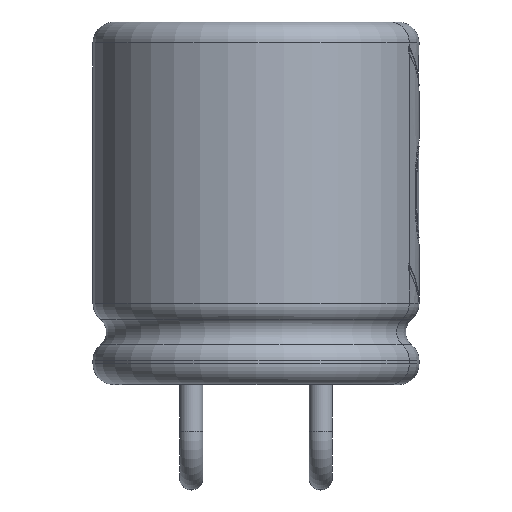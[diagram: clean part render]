
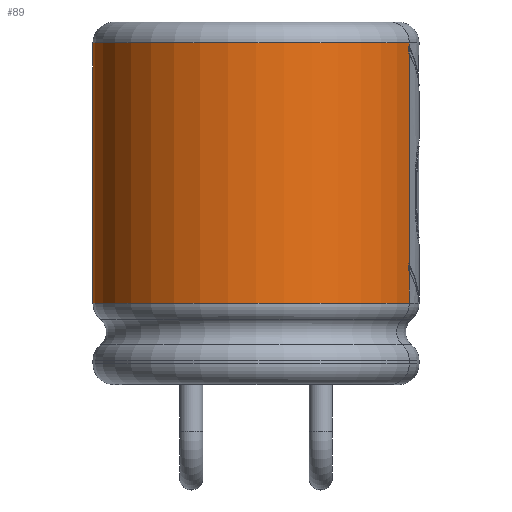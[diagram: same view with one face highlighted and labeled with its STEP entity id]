
A CAD part, top view. The second image highlights one B-rep face of the part: STEP entity #89.
In plain terms, the highlighted cylindrical face has radius 3.15 mm (diameter 6.3 mm), a partial arc.
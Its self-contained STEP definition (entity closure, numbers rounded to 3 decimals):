
#89=ADVANCED_FACE('',(#837),#839,.T.);
#837=FACE_BOUND('',#838,.T.);
#838=EDGE_LOOP('',(#1447,#1448,#1449,#1450,#1451,#1452,#1453,#1454,#1455,#1456,#1457,
#1458,#1459,#1460,#1461,#1462,#1463,#1464,#1465,#1466));
#839=CYLINDRICAL_SURFACE('',#840,3.15);
#840=AXIS2_PLACEMENT_3D('',#841,#842,#843);
#841=CARTESIAN_POINT('',(0.,3.368,3.25));
#842=DIRECTION('',(0.,1.,0.));
#843=DIRECTION('',(1.,0.,0.));
#1447=ORIENTED_EDGE('',*,*,#1885,.T.);
#1448=ORIENTED_EDGE('',*,*,#1886,.T.);
#1449=ORIENTED_EDGE('',*,*,#1864,.F.);
#1450=ORIENTED_EDGE('',*,*,#1887,.T.);
#1451=ORIENTED_EDGE('',*,*,#1888,.T.);
#1452=ORIENTED_EDGE('',*,*,#1889,.T.);
#1453=ORIENTED_EDGE('',*,*,#1890,.F.);
#1454=ORIENTED_EDGE('',*,*,#1891,.T.);
#1455=ORIENTED_EDGE('',*,*,#1892,.F.);
#1456=ORIENTED_EDGE('',*,*,#1893,.T.);
#1457=ORIENTED_EDGE('',*,*,#1894,.T.);
#1458=ORIENTED_EDGE('',*,*,#1895,.T.);
#1459=ORIENTED_EDGE('',*,*,#1882,.F.);
#1460=ORIENTED_EDGE('',*,*,#1896,.T.);
#1461=ORIENTED_EDGE('',*,*,#1897,.T.);
#1462=ORIENTED_EDGE('',*,*,#1898,.T.);
#1463=ORIENTED_EDGE('',*,*,#1880,.F.);
#1464=ORIENTED_EDGE('',*,*,#1899,.F.);
#1465=ORIENTED_EDGE('',*,*,#1866,.F.);
#1466=ORIENTED_EDGE('',*,*,#1900,.T.);
#1864=EDGE_CURVE('',#2085,#2080,#2087,.T.);
#1866=EDGE_CURVE('',#2089,#2091,#2092,.T.);
#1880=EDGE_CURVE('',#2117,#2104,#2119,.F.);
#1882=EDGE_CURVE('',#2121,#2123,#2124,.F.);
#1885=EDGE_CURVE('',#2128,#2129,#2130,.F.);
#1886=EDGE_CURVE('',#2129,#2080,#2131,.F.);
#1887=EDGE_CURVE('',#2085,#2132,#2133,.T.);
#1888=EDGE_CURVE('',#2132,#2134,#2135,.F.);
#1889=EDGE_CURVE('',#2134,#2136,#2137,.F.);
#1890=EDGE_CURVE('',#2138,#2136,#2139,.T.);
#1891=EDGE_CURVE('',#2138,#2140,#2141,.T.);
#1892=EDGE_CURVE('',#2142,#2140,#2143,.F.);
#1893=EDGE_CURVE('',#2142,#2144,#2145,.F.);
#1894=EDGE_CURVE('',#2144,#2146,#2147,.T.);
#1895=EDGE_CURVE('',#2146,#2123,#2148,.T.);
#1896=EDGE_CURVE('',#2121,#2149,#2150,.F.);
#1897=EDGE_CURVE('',#2149,#2151,#2152,.T.);
#1898=EDGE_CURVE('',#2151,#2104,#2153,.T.);
#1899=EDGE_CURVE('',#2091,#2117,#2154,.T.);
#1900=EDGE_CURVE('',#2089,#2128,#2155,.T.);
#2080=VERTEX_POINT('',#2449);
#2085=VERTEX_POINT('',#2458);
#2087=LINE('',#2462,#2463);
#2089=VERTEX_POINT('',#2466);
#2091=VERTEX_POINT('',#2470);
#2092=LINE('',#2471,#2472);
#2104=VERTEX_POINT('',#2499);
#2117=VERTEX_POINT('',#2525);
#2119=LINE('',#2530,#2531);
#2121=VERTEX_POINT('',#2534);
#2123=VERTEX_POINT('',#2538);
#2124=LINE('',#2539,#2540);
#2128=VERTEX_POINT('',#2549);
#2129=VERTEX_POINT('',#2550);
#2130=LINE('',#2551,#2552);
#2131=(BOUNDED_CURVE()B_SPLINE_CURVE(3,
(#2554,#2555,#2556,#2557),
.UNSPECIFIED.,.F.,.F.)B_SPLINE_CURVE_WITH_KNOTS((4,4),
(0.,1.),
.UNSPECIFIED.)CURVE()GEOMETRIC_REPRESENTATION_ITEM()RATIONAL_B_SPLINE_CURVE((1.,
1.,1.,1.))REPRESENTATION_ITEM(''));
#2132=VERTEX_POINT('',#2558);
#2133=(BOUNDED_CURVE()B_SPLINE_CURVE(3,
(#2559,#2560,#2561,#2562),
.UNSPECIFIED.,.F.,.F.)B_SPLINE_CURVE_WITH_KNOTS((4,4),
(0.,1.),
.UNSPECIFIED.)CURVE()GEOMETRIC_REPRESENTATION_ITEM()RATIONAL_B_SPLINE_CURVE((1.,
1.,1.,1.))REPRESENTATION_ITEM(''));
#2134=VERTEX_POINT('',#2563);
#2135=LINE('',#2564,#2565);
#2136=VERTEX_POINT('',#2567);
#2137=(BOUNDED_CURVE()B_SPLINE_CURVE(3,
(#2568,#2569,#2570,#2571),
.UNSPECIFIED.,.F.,.F.)B_SPLINE_CURVE_WITH_KNOTS((4,4),
(0.,1.),
.UNSPECIFIED.)CURVE()GEOMETRIC_REPRESENTATION_ITEM()RATIONAL_B_SPLINE_CURVE((1.,
1.,1.,1.))REPRESENTATION_ITEM(''));
#2138=VERTEX_POINT('',#2572);
#2139=LINE('',#2573,#2574);
#2140=VERTEX_POINT('',#2576);
#2141=CIRCLE('',#2577,3.15);
#2142=VERTEX_POINT('',#2581);
#2143=LINE('',#2582,#2583);
#2144=VERTEX_POINT('',#2585);
#2145=(BOUNDED_CURVE()B_SPLINE_CURVE(3,
(#2586,#2587,#2588,#2589),
.UNSPECIFIED.,.F.,.F.)B_SPLINE_CURVE_WITH_KNOTS((4,4),
(0.,1.),
.UNSPECIFIED.)CURVE()GEOMETRIC_REPRESENTATION_ITEM()RATIONAL_B_SPLINE_CURVE((1.,
1.,1.,1.))REPRESENTATION_ITEM(''));
#2146=VERTEX_POINT('',#2590);
#2147=LINE('',#2591,#2592);
#2148=(BOUNDED_CURVE()B_SPLINE_CURVE(3,
(#2594,#2595,#2596,#2597),
.UNSPECIFIED.,.F.,.F.)B_SPLINE_CURVE_WITH_KNOTS((4,4),
(0.,1.),
.UNSPECIFIED.)CURVE()GEOMETRIC_REPRESENTATION_ITEM()RATIONAL_B_SPLINE_CURVE((1.,
1.,1.,1.))REPRESENTATION_ITEM(''));
#2149=VERTEX_POINT('',#2598);
#2150=(BOUNDED_CURVE()B_SPLINE_CURVE(3,
(#2599,#2600,#2601,#2602),
.UNSPECIFIED.,.F.,.F.)B_SPLINE_CURVE_WITH_KNOTS((4,4),
(0.,1.),
.UNSPECIFIED.)CURVE()GEOMETRIC_REPRESENTATION_ITEM()RATIONAL_B_SPLINE_CURVE((1.,
1.,1.,1.))REPRESENTATION_ITEM(''));
#2151=VERTEX_POINT('',#2603);
#2152=LINE('',#2604,#2605);
#2153=(BOUNDED_CURVE()B_SPLINE_CURVE(3,
(#2607,#2608,#2609,#2610),
.UNSPECIFIED.,.F.,.F.)B_SPLINE_CURVE_WITH_KNOTS((4,4),
(0.,1.),
.UNSPECIFIED.)CURVE()GEOMETRIC_REPRESENTATION_ITEM()RATIONAL_B_SPLINE_CURVE((1.,
1.,1.,1.))REPRESENTATION_ITEM(''));
#2154=CIRCLE('',#2611,3.15);
#2155=(BOUNDED_CURVE()B_SPLINE_CURVE(3,
(#2615,#2616,#2617,#2618),
.UNSPECIFIED.,.F.,.F.)B_SPLINE_CURVE_WITH_KNOTS((4,4),
(0.,1.),
.UNSPECIFIED.)CURVE()GEOMETRIC_REPRESENTATION_ITEM()RATIONAL_B_SPLINE_CURVE((1.,
1.,1.,1.))REPRESENTATION_ITEM(''));
#2449=CARTESIAN_POINT('',(2.96,8.203,2.173));
#2458=CARTESIAN_POINT('',(2.96,4.129,2.173));
#2462=CARTESIAN_POINT('',(2.96,4.129,2.173));
#2463=VECTOR('',#2464,1.);
#2464=DIRECTION('',(0.,1.,0.));
#2466=CARTESIAN_POINT('',(2.96,8.329,2.173));
#2470=CARTESIAN_POINT('',(2.96,8.4,2.173));
#2471=CARTESIAN_POINT('',(2.96,8.329,2.173));
#2472=VECTOR('',#2473,1.);
#2473=DIRECTION('',(0.,1.,0.));
#2499=CARTESIAN_POINT('',(2.96,8.329,4.327));
#2525=CARTESIAN_POINT('',(2.96,8.4,4.327));
#2530=CARTESIAN_POINT('',(2.96,8.329,4.327));
#2531=VECTOR('',#2532,1.);
#2532=DIRECTION('',(0.,1.,0.));
#2534=CARTESIAN_POINT('',(2.96,8.203,4.327));
#2538=CARTESIAN_POINT('',(2.96,4.129,4.327));
#2539=CARTESIAN_POINT('',(2.96,4.129,4.327));
#2540=VECTOR('',#2541,1.);
#2541=DIRECTION('',(0.,1.,0.));
#2549=CARTESIAN_POINT('',(2.96,8.33,2.172));
#2550=CARTESIAN_POINT('',(2.96,8.204,2.172));
#2551=CARTESIAN_POINT('',(2.96,8.204,2.172));
#2552=VECTOR('',#2553,1.);
#2553=DIRECTION('',(0.,1.,0.));
#2554=CARTESIAN_POINT('',(2.96,8.203,2.173));
#2555=CARTESIAN_POINT('',(2.96,8.203,2.173));
#2556=CARTESIAN_POINT('',(2.96,8.204,2.172));
#2557=CARTESIAN_POINT('',(2.96,8.204,2.172));
#2558=CARTESIAN_POINT('',(2.96,4.13,2.172));
#2559=CARTESIAN_POINT('',(2.96,4.129,2.173));
#2560=CARTESIAN_POINT('',(2.96,4.129,2.173));
#2561=CARTESIAN_POINT('',(2.96,4.13,2.172));
#2562=CARTESIAN_POINT('',(2.96,4.13,2.172));
#2563=CARTESIAN_POINT('',(2.96,4.004,2.172));
#2564=CARTESIAN_POINT('',(2.96,4.004,2.172));
#2565=VECTOR('',#2566,1.);
#2566=DIRECTION('',(0.,1.,0.));
#2567=CARTESIAN_POINT('',(2.96,4.003,2.173));
#2568=CARTESIAN_POINT('',(2.96,4.003,2.173));
#2569=CARTESIAN_POINT('',(2.96,4.003,2.173));
#2570=CARTESIAN_POINT('',(2.96,4.004,2.172));
#2571=CARTESIAN_POINT('',(2.96,4.004,2.172));
#2572=CARTESIAN_POINT('',(2.96,3.368,2.173));
#2573=CARTESIAN_POINT('',(2.96,3.368,2.173));
#2574=VECTOR('',#2575,1.);
#2575=DIRECTION('',(0.,1.,0.));
#2576=CARTESIAN_POINT('',(2.96,3.368,4.327));
#2577=AXIS2_PLACEMENT_3D('',#2578,#2579,#2580);
#2578=CARTESIAN_POINT('',(0.,3.368,3.25));
#2579=DIRECTION('',(-0.,1.,0.));
#2580=DIRECTION('',(0.94,0.,-0.342));
#2581=CARTESIAN_POINT('',(2.96,4.003,4.327));
#2582=CARTESIAN_POINT('',(2.96,3.368,4.327));
#2583=VECTOR('',#2584,1.);
#2584=DIRECTION('',(0.,1.,0.));
#2585=CARTESIAN_POINT('',(2.96,4.004,4.328));
#2586=CARTESIAN_POINT('',(2.96,4.004,4.328));
#2587=CARTESIAN_POINT('',(2.96,4.004,4.328));
#2588=CARTESIAN_POINT('',(2.96,4.003,4.327));
#2589=CARTESIAN_POINT('',(2.96,4.003,4.327));
#2590=CARTESIAN_POINT('',(2.96,4.13,4.328));
#2591=CARTESIAN_POINT('',(2.96,4.004,4.328));
#2592=VECTOR('',#2593,1.);
#2593=DIRECTION('',(0.,1.,0.));
#2594=CARTESIAN_POINT('',(2.96,4.13,4.328));
#2595=CARTESIAN_POINT('',(2.96,4.13,4.328));
#2596=CARTESIAN_POINT('',(2.96,4.129,4.327));
#2597=CARTESIAN_POINT('',(2.96,4.129,4.327));
#2598=CARTESIAN_POINT('',(2.96,8.204,4.328));
#2599=CARTESIAN_POINT('',(2.96,8.204,4.328));
#2600=CARTESIAN_POINT('',(2.96,8.204,4.328));
#2601=CARTESIAN_POINT('',(2.96,8.203,4.327));
#2602=CARTESIAN_POINT('',(2.96,8.203,4.327));
#2603=CARTESIAN_POINT('',(2.96,8.33,4.328));
#2604=CARTESIAN_POINT('',(2.96,8.204,4.328));
#2605=VECTOR('',#2606,1.);
#2606=DIRECTION('',(0.,1.,0.));
#2607=CARTESIAN_POINT('',(2.96,8.33,4.328));
#2608=CARTESIAN_POINT('',(2.96,8.33,4.328));
#2609=CARTESIAN_POINT('',(2.96,8.329,4.327));
#2610=CARTESIAN_POINT('',(2.96,8.329,4.327));
#2611=AXIS2_PLACEMENT_3D('',#2612,#2613,#2614);
#2612=CARTESIAN_POINT('',(0.,8.4,3.25));
#2613=DIRECTION('',(-0.,1.,0.));
#2614=DIRECTION('',(0.94,0.,-0.342));
#2615=CARTESIAN_POINT('',(2.96,8.329,2.173));
#2616=CARTESIAN_POINT('',(2.96,8.329,2.173));
#2617=CARTESIAN_POINT('',(2.96,8.33,2.172));
#2618=CARTESIAN_POINT('',(2.96,8.33,2.172));
